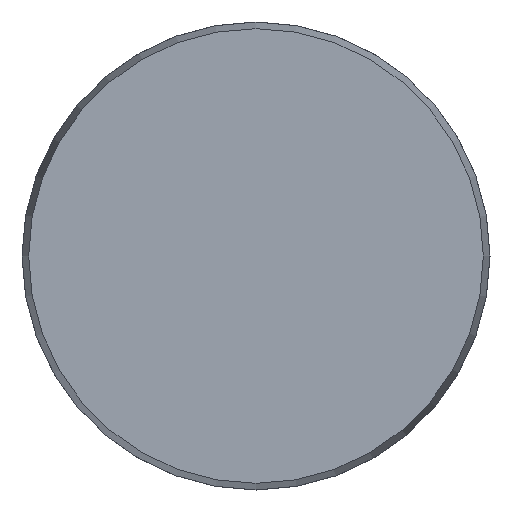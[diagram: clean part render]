
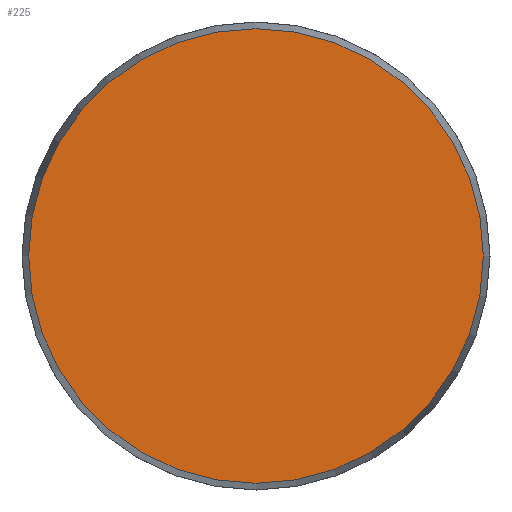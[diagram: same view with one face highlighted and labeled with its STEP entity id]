
A CAD part, front view. The second image highlights one B-rep face of the part: STEP entity #225.
In plain terms, the highlighted planar face has unit normal (0, -1, 0).
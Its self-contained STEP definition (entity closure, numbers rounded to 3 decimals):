
#125 = DIRECTION ( 'NONE',  ( 0., 0., 1. ) ) ;
#133 = AXIS2_PLACEMENT_3D ( 'NONE', #435, #250, #560 ) ;
#152 = VERTEX_POINT ( 'NONE', #342 ) ;
#225 = ADVANCED_FACE ( 'NONE', ( #689 ), #313, .F. ) ;
#250 = DIRECTION ( 'NONE',  ( 0., -1., 0. ) ) ;
#290 = AXIS2_PLACEMENT_3D ( 'NONE', #492, #372, #125 ) ;
#313 = PLANE ( 'NONE',  #290 ) ;
#342 = CARTESIAN_POINT ( 'NONE',  ( 0., 0., -29.143 ) ) ;
#372 = DIRECTION ( 'NONE',  ( 0., 1., 0. ) ) ;
#381 = EDGE_LOOP ( 'NONE', ( #579 ) ) ;
#435 = CARTESIAN_POINT ( 'NONE',  ( 0., 0., 0. ) ) ;
#480 = CIRCLE ( 'NONE', #133, 29.143 ) ;
#492 = CARTESIAN_POINT ( 'NONE',  ( -29.143, 0., 0. ) ) ;
#560 = DIRECTION ( 'NONE',  ( 0., 0., -1. ) ) ;
#579 = ORIENTED_EDGE ( 'NONE', *, *, #715, .T. ) ;
#689 = FACE_OUTER_BOUND ( 'NONE', #381, .T. ) ;
#715 = EDGE_CURVE ( 'NONE', #152, #152, #480, .T. ) ;
